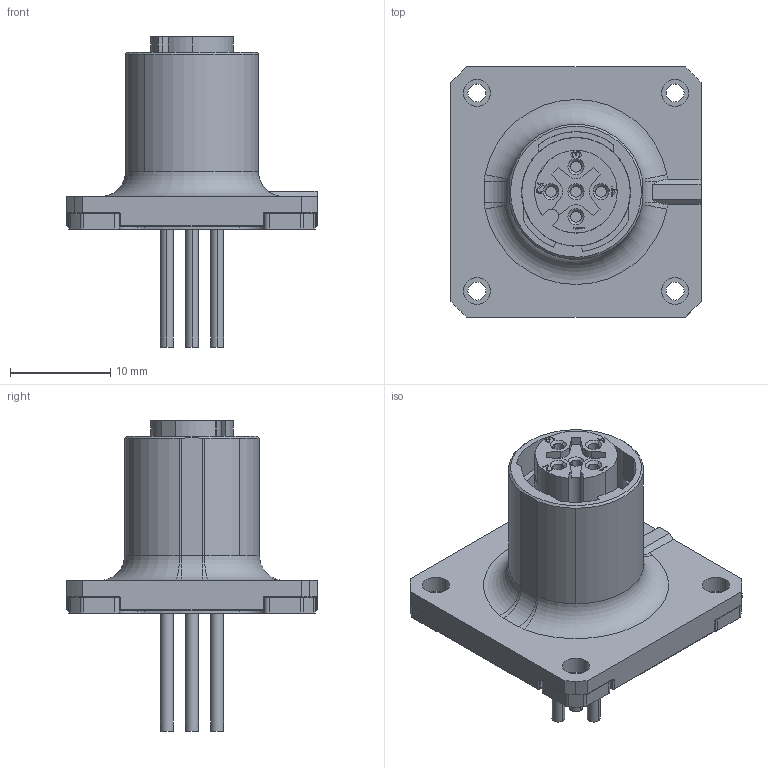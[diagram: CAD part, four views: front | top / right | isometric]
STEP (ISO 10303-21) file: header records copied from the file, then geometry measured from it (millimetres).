
FILE_DESCRIPTION(('SolidDesigner STEP Export'),'2;1');
FILE_NAME('1440986.stp','2010-04-26T 8:20:55',(''),(''),'CoCreate Modeling STEP processor for AP214 (Solid Model)','CoCreate Modeling 16.00A 16-Aug-2008 (C) Parametric Technology GmbH','');
FILE_SCHEMA(('AUTOMOTIVE_DESIGN { 1 0 10303 214 1 1 1 1 }'));
Length unit declared in the file: millimetre
Products named in the file (1): 1440986
Bounding box: 25 x 25 x 31 mm (x, y, z)
Volume: 3522.9 mm3; surface area: 3624.4 mm2
Topology: 1 solids, 1 shells, 513 faces, 1348 edges, 871 vertices
Faces by surface type: plane 214, cylinder 195, torus 62, cone 18, sphere 16, bspline 8
Entity records: 20052 total; most frequent: CARTESIAN_POINT 4038, ORIENTED_EDGE 2696, DIRECTION 2288, EDGE_CURVE 1348, VERTEX_POINT 871, AXIS2_PLACEMENT_3D 794, VECTOR 700, LINE 700
